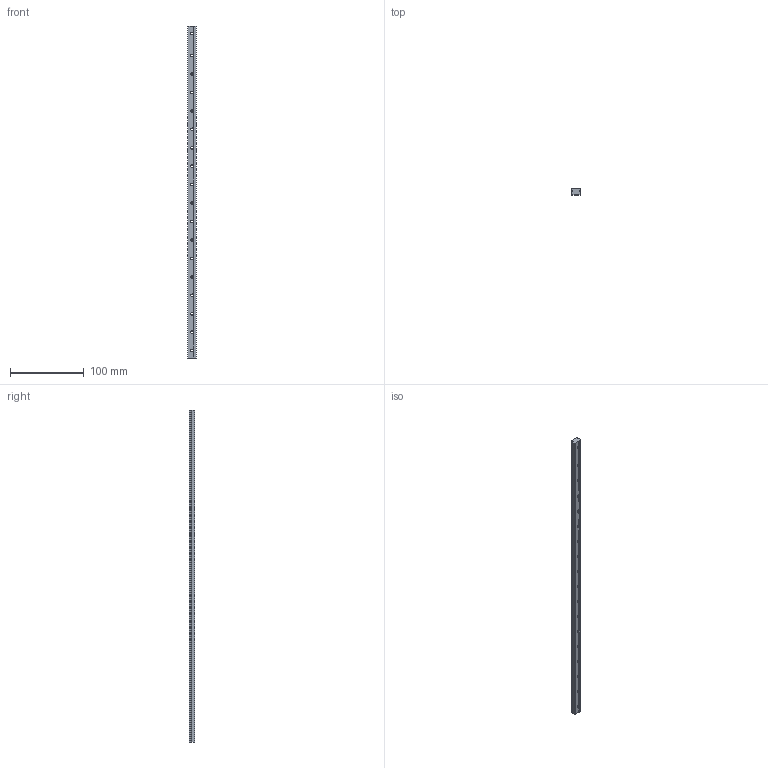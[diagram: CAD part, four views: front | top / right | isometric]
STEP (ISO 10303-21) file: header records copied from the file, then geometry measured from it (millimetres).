
FILE_DESCRIPTION (( 'STEP AP214' ), '1' );
FILE_NAME ('MGN12 LINEAR GUIDE RAIL, CONFIGURABLE, 450 mm.STEP', '2018-10-15T06:56:09', ( '' ), ( '' ), 'SwSTEP 2.0', 'SolidWorks 2018', '' );
FILE_SCHEMA (( 'AUTOMOTIVE_DESIGN' ));
Length unit declared in the file: millimetre
Products named in the file (2): MGN12 LINEAR GUIDE RAIL, CONFIGURABLE, 450 mm
Bounding box: 11.97 x 8 x 450 mm (x, y, z)
Volume: 37965.9 mm3; surface area: 21168.6 mm2
Topology: 1 solids, 1 shells, 128 faces, 378 edges, 252 vertices
Faces by surface type: cylinder 91, plane 37
Entity records: 4629 total; most frequent: CARTESIAN_POINT 922, DIRECTION 820, ORIENTED_EDGE 756, EDGE_CURVE 378, AXIS2_PLACEMENT_3D 330, VERTEX_POINT 252, CIRCLE 200, EDGE_LOOP 164
